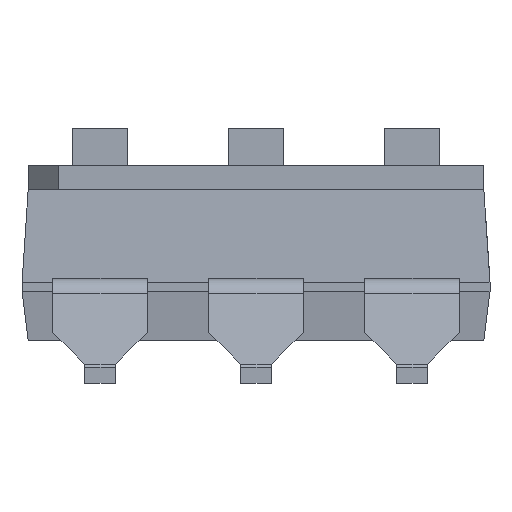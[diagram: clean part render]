
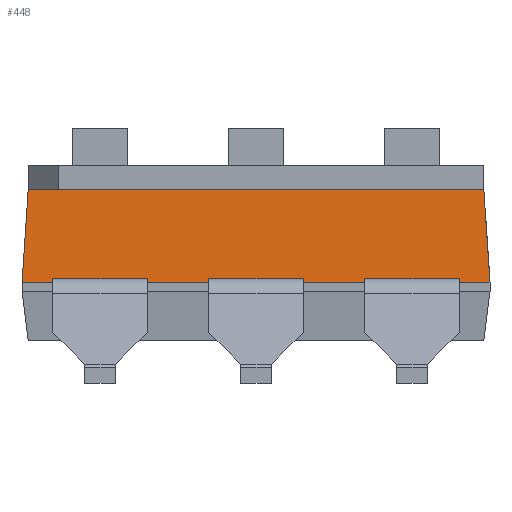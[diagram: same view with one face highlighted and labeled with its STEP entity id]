
A CAD part, front view. The second image highlights one B-rep face of the part: STEP entity #448.
In plain terms, the highlighted planar face has unit normal (0, -0.998, 0.067).
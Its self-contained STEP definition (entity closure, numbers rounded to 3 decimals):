
#225 = VECTOR ( 'NONE', #6068, 1000. ) ;
#363 = LINE ( 'NONE', #7641, #5020 ) ;
#448 = ADVANCED_FACE ( 'NONE', ( #4931 ), #5288, .T. ) ;
#921 = CARTESIAN_POINT ( 'NONE',  ( 3.81, -3.05, 1.65 ) ) ;
#1104 = LINE ( 'NONE', #14311, #15053 ) ;
#1202 = CARTESIAN_POINT ( 'NONE',  ( 3.31, -3.05, 1.65 ) ) ;
#1427 = EDGE_CURVE ( 'NONE', #15098, #6544, #1104, .T. ) ;
#1553 = DIRECTION ( 'NONE',  ( 0., -0.067, -0.998 ) ) ;
#1675 = VERTEX_POINT ( 'NONE', #1202 ) ;
#1767 = LINE ( 'NONE', #3609, #21083 ) ;
#1836 = DIRECTION ( 'NONE',  ( 0., 0.067, 0.998 ) ) ;
#2009 = LINE ( 'NONE', #9556, #8633 ) ;
#2127 = LINE ( 'NONE', #14859, #23792 ) ;
#2518 = ORIENTED_EDGE ( 'NONE', *, *, #6890, .F. ) ;
#2672 = DIRECTION ( 'NONE',  ( -1., 0., 0. ) ) ;
#2784 = CARTESIAN_POINT ( 'NONE',  ( -3.81, -3.05, 1.65 ) ) ;
#3490 = DIRECTION ( 'NONE',  ( 0., 0.067, 0.998 ) ) ;
#3609 = CARTESIAN_POINT ( 'NONE',  ( -1.77, -2.95, 3.15 ) ) ;
#3974 = DIRECTION ( 'NONE',  ( 0., -0.067, -0.998 ) ) ;
#4126 = CARTESIAN_POINT ( 'NONE',  ( 0.77, -3.05, 1.65 ) ) ;
#4348 = CARTESIAN_POINT ( 'NONE',  ( -1.77, -3.05, 1.65 ) ) ;
#4385 = ORIENTED_EDGE ( 'NONE', *, *, #22439, .F. ) ;
#4509 = VECTOR ( 'NONE', #4549, 1000. ) ;
#4549 = DIRECTION ( 'NONE',  ( 0., 0.067, 0.998 ) ) ;
#4791 = LINE ( 'NONE', #6406, #4509 ) ;
#4931 = FACE_OUTER_BOUND ( 'NONE', #10641, .T. ) ;
#5020 = VECTOR ( 'NONE', #11333, 1000. ) ;
#5042 = ORIENTED_EDGE ( 'NONE', *, *, #16778, .F. ) ;
#5288 = PLANE ( 'NONE',  #7529 ) ;
#5361 = ORIENTED_EDGE ( 'NONE', *, *, #1427, .F. ) ;
#6068 = DIRECTION ( 'NONE',  ( 1., 0., 0. ) ) ;
#6171 = CARTESIAN_POINT ( 'NONE',  ( 3.71, -2.95, 3.15 ) ) ;
#6406 = CARTESIAN_POINT ( 'NONE',  ( -3.31, -2.95, 3.15 ) ) ;
#6541 = VERTEX_POINT ( 'NONE', #14668 ) ;
#6544 = VERTEX_POINT ( 'NONE', #22745 ) ;
#6578 = LINE ( 'NONE', #8828, #16995 ) ;
#6703 = CARTESIAN_POINT ( 'NONE',  ( -3.31, -3.05, 1.65 ) ) ;
#6890 = EDGE_CURVE ( 'NONE', #22150, #8360, #21008, .T. ) ;
#7138 = DIRECTION ( 'NONE',  ( 1., 0., 0. ) ) ;
#7156 = ORIENTED_EDGE ( 'NONE', *, *, #15501, .F. ) ;
#7281 = EDGE_CURVE ( 'NONE', #12698, #1675, #20545, .T. ) ;
#7341 = CARTESIAN_POINT ( 'NONE',  ( 1.77, -3.05, 1.65 ) ) ;
#7481 = LINE ( 'NONE', #22726, #23244 ) ;
#7529 = AXIS2_PLACEMENT_3D ( 'NONE', #14461, #12851, #16384 ) ;
#7641 = CARTESIAN_POINT ( 'NONE',  ( 0., -3.046, 1.71 ) ) ;
#7704 = CARTESIAN_POINT ( 'NONE',  ( 0.77, -2.95, 3.15 ) ) ;
#8120 = ORIENTED_EDGE ( 'NONE', *, *, #12521, .F. ) ;
#8360 = VERTEX_POINT ( 'NONE', #6171 ) ;
#8633 = VECTOR ( 'NONE', #15189, 1000. ) ;
#8678 = VERTEX_POINT ( 'NONE', #21088 ) ;
#8828 = CARTESIAN_POINT ( 'NONE',  ( -3.81, -3.05, 1.65 ) ) ;
#8890 = ORIENTED_EDGE ( 'NONE', *, *, #7281, .T. ) ;
#9001 = VECTOR ( 'NONE', #15719, 1000. ) ;
#9084 = DIRECTION ( 'NONE',  ( -1., 0., 0. ) ) ;
#9556 = CARTESIAN_POINT ( 'NONE',  ( 3.694, -2.934, 3.395 ) ) ;
#9562 = LINE ( 'NONE', #7704, #17007 ) ;
#10153 = EDGE_CURVE ( 'NONE', #13104, #22150, #20210, .T. ) ;
#10258 = CARTESIAN_POINT ( 'NONE',  ( -0.77, -3.05, 1.65 ) ) ;
#10271 = CARTESIAN_POINT ( 'NONE',  ( 3.31, -3.046, 1.71 ) ) ;
#10641 = EDGE_LOOP ( 'NONE', ( #15749, #16597, #11237, #8890, #8120, #4385, #2518, #17020, #5042, #5361, #16408, #23499, #14876, #7156, #13602, #23985, #15298 ) ) ;
#10932 = CARTESIAN_POINT ( 'NONE',  ( -3.81, -3.05, 1.65 ) ) ;
#11237 = ORIENTED_EDGE ( 'NONE', *, *, #16505, .T. ) ;
#11287 = DIRECTION ( 'NONE',  ( 0.066, 0.066, 0.996 ) ) ;
#11333 = DIRECTION ( 'NONE',  ( 1., 0., 0. ) ) ;
#11587 = VERTEX_POINT ( 'NONE', #10258 ) ;
#12034 = LINE ( 'NONE', #19318, #13156 ) ;
#12264 = DIRECTION ( 'NONE',  ( -1., 0., 0. ) ) ;
#12521 = EDGE_CURVE ( 'NONE', #24205, #1675, #6578, .T. ) ;
#12698 = VERTEX_POINT ( 'NONE', #10271 ) ;
#12798 = CARTESIAN_POINT ( 'NONE',  ( -3.71, -2.95, 3.15 ) ) ;
#12851 = DIRECTION ( 'NONE',  ( 0., -0.998, 0.067 ) ) ;
#13104 = VERTEX_POINT ( 'NONE', #12798 ) ;
#13120 = VECTOR ( 'NONE', #9084, 1000. ) ;
#13156 = VECTOR ( 'NONE', #17770, 1000. ) ;
#13205 = VECTOR ( 'NONE', #2672, 1000. ) ;
#13586 = EDGE_CURVE ( 'NONE', #11587, #6541, #2127, .T. ) ;
#13602 = ORIENTED_EDGE ( 'NONE', *, *, #13586, .T. ) ;
#13799 = LINE ( 'NONE', #2784, #13205 ) ;
#14163 = CARTESIAN_POINT ( 'NONE',  ( 1.77, -3.046, 1.71 ) ) ;
#14279 = DIRECTION ( 'NONE',  ( 0., -0.067, -0.998 ) ) ;
#14311 = CARTESIAN_POINT ( 'NONE',  ( -3.81, -3.05, 1.65 ) ) ;
#14461 = CARTESIAN_POINT ( 'NONE',  ( 0., -2.95, 3.15 ) ) ;
#14625 = EDGE_CURVE ( 'NONE', #15028, #16259, #363, .T. ) ;
#14668 = CARTESIAN_POINT ( 'NONE',  ( -0.77, -3.046, 1.71 ) ) ;
#14680 = EDGE_CURVE ( 'NONE', #6541, #8678, #21550, .T. ) ;
#14859 = CARTESIAN_POINT ( 'NONE',  ( -0.77, -2.95, 3.15 ) ) ;
#14876 = ORIENTED_EDGE ( 'NONE', *, *, #22344, .T. ) ;
#14971 = LINE ( 'NONE', #10932, #13120 ) ;
#15028 = VERTEX_POINT ( 'NONE', #23239 ) ;
#15053 = VECTOR ( 'NONE', #17952, 1000. ) ;
#15098 = VERTEX_POINT ( 'NONE', #6703 ) ;
#15189 = DIRECTION ( 'NONE',  ( 0.066, -0.066, -0.996 ) ) ;
#15208 = VERTEX_POINT ( 'NONE', #7341 ) ;
#15298 = ORIENTED_EDGE ( 'NONE', *, *, #18261, .T. ) ;
#15468 = VERTEX_POINT ( 'NONE', #14163 ) ;
#15485 = VECTOR ( 'NONE', #1553, 1000. ) ;
#15501 = EDGE_CURVE ( 'NONE', #11587, #23727, #13799, .T. ) ;
#15533 = VECTOR ( 'NONE', #1836, 1000. ) ;
#15599 = VERTEX_POINT ( 'NONE', #4126 ) ;
#15719 = DIRECTION ( 'NONE',  ( 1., 0., 0. ) ) ;
#15749 = ORIENTED_EDGE ( 'NONE', *, *, #18223, .F. ) ;
#16259 = VERTEX_POINT ( 'NONE', #23303 ) ;
#16384 = DIRECTION ( 'NONE',  ( -1., 0., 0. ) ) ;
#16408 = ORIENTED_EDGE ( 'NONE', *, *, #19526, .T. ) ;
#16505 = EDGE_CURVE ( 'NONE', #15468, #12698, #12034, .T. ) ;
#16597 = ORIENTED_EDGE ( 'NONE', *, *, #19602, .T. ) ;
#16778 = EDGE_CURVE ( 'NONE', #6544, #13104, #7481, .T. ) ;
#16794 = VECTOR ( 'NONE', #7138, 1000. ) ;
#16995 = VECTOR ( 'NONE', #12264, 1000. ) ;
#17007 = VECTOR ( 'NONE', #3974, 1000. ) ;
#17020 = ORIENTED_EDGE ( 'NONE', *, *, #10153, .F. ) ;
#17770 = DIRECTION ( 'NONE',  ( 1., 0., 0. ) ) ;
#17952 = DIRECTION ( 'NONE',  ( -1., 0., 0. ) ) ;
#18223 = EDGE_CURVE ( 'NONE', #15208, #15599, #14971, .T. ) ;
#18261 = EDGE_CURVE ( 'NONE', #8678, #15599, #9562, .T. ) ;
#18378 = CARTESIAN_POINT ( 'NONE',  ( 3.31, -2.95, 3.15 ) ) ;
#19318 = CARTESIAN_POINT ( 'NONE',  ( 2.54, -3.046, 1.71 ) ) ;
#19526 = EDGE_CURVE ( 'NONE', #15098, #15028, #4791, .T. ) ;
#19602 = EDGE_CURVE ( 'NONE', #15208, #15468, #20479, .T. ) ;
#20210 = LINE ( 'NONE', #23765, #16794 ) ;
#20479 = LINE ( 'NONE', #24027, #15533 ) ;
#20545 = LINE ( 'NONE', #18378, #15485 ) ;
#21008 = LINE ( 'NONE', #23096, #225 ) ;
#21075 = CARTESIAN_POINT ( 'NONE',  ( 0., -3.046, 1.71 ) ) ;
#21083 = VECTOR ( 'NONE', #14279, 1000. ) ;
#21088 = CARTESIAN_POINT ( 'NONE',  ( 0.77, -3.046, 1.71 ) ) ;
#21550 = LINE ( 'NONE', #21075, #9001 ) ;
#22150 = VERTEX_POINT ( 'NONE', #23158 ) ;
#22344 = EDGE_CURVE ( 'NONE', #16259, #23727, #1767, .T. ) ;
#22439 = EDGE_CURVE ( 'NONE', #8360, #24205, #2009, .T. ) ;
#22726 = CARTESIAN_POINT ( 'NONE',  ( -3.697, -2.937, 3.345 ) ) ;
#22745 = CARTESIAN_POINT ( 'NONE',  ( -3.81, -3.05, 1.65 ) ) ;
#23096 = CARTESIAN_POINT ( 'NONE',  ( -3.71, -2.95, 3.15 ) ) ;
#23158 = CARTESIAN_POINT ( 'NONE',  ( -3.21, -2.95, 3.15 ) ) ;
#23239 = CARTESIAN_POINT ( 'NONE',  ( -3.31, -3.046, 1.71 ) ) ;
#23244 = VECTOR ( 'NONE', #11287, 1000. ) ;
#23303 = CARTESIAN_POINT ( 'NONE',  ( -1.77, -3.046, 1.71 ) ) ;
#23499 = ORIENTED_EDGE ( 'NONE', *, *, #14625, .T. ) ;
#23727 = VERTEX_POINT ( 'NONE', #4348 ) ;
#23765 = CARTESIAN_POINT ( 'NONE',  ( 3.81, -2.95, 3.15 ) ) ;
#23792 = VECTOR ( 'NONE', #3490, 1000. ) ;
#23985 = ORIENTED_EDGE ( 'NONE', *, *, #14680, .T. ) ;
#24027 = CARTESIAN_POINT ( 'NONE',  ( 1.77, -2.95, 3.15 ) ) ;
#24205 = VERTEX_POINT ( 'NONE', #921 ) ;
